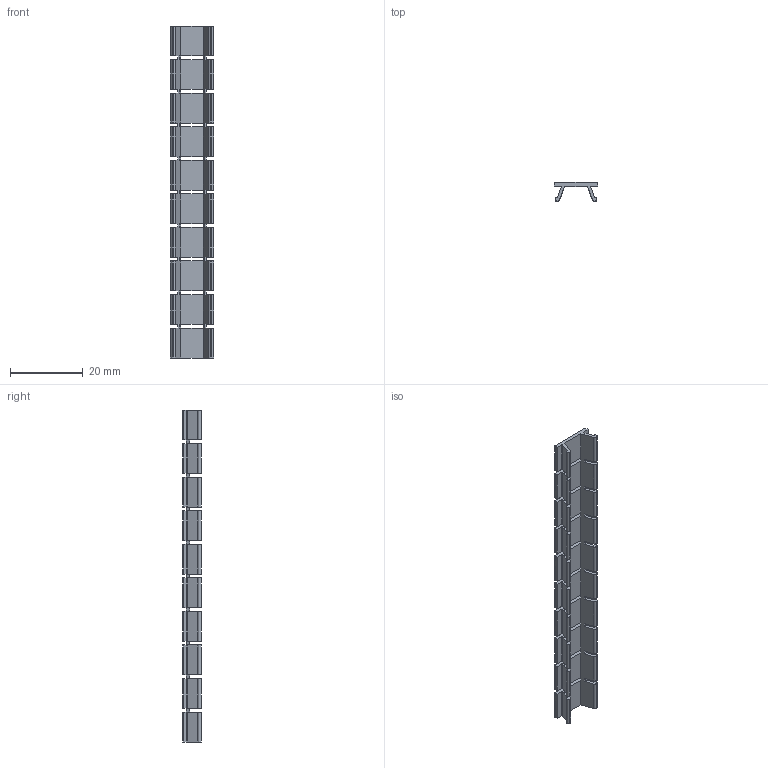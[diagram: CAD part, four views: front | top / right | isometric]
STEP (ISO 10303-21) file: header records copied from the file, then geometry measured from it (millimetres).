
FILE_DESCRIPTION((''),'2;1');
FILE_NAME('BB9','2022-10-27T',('dell'),(''),'PRO/ENGINEER BY PARAMETRIC TECHNOLOGY CORPORATION, 2013230','PRO/ENGINEER BY PARAMETRIC TECHNOLOGY CORPORATION, 2013230','');
FILE_SCHEMA(('CONFIG_CONTROL_DESIGN'));
Length unit declared in the file: millimetre
Products named in the file (1): BB9
Bounding box: 12 x 5.1 x 91 mm (x, y, z)
Volume: 1616.2 mm3; surface area: 3996.8 mm2
Topology: 1 solids, 1 shells, 276 faces, 840 edges, 548 vertices
Faces by surface type: plane 196, cylinder 80
Entity records: 9390 total; most frequent: ORIENTED_EDGE 1680, CARTESIAN_POINT 1664, DIRECTION 1552, EDGE_CURVE 840, VECTOR 680, LINE 680, VERTEX_POINT 548, AXIS2_PLACEMENT_3D 436
